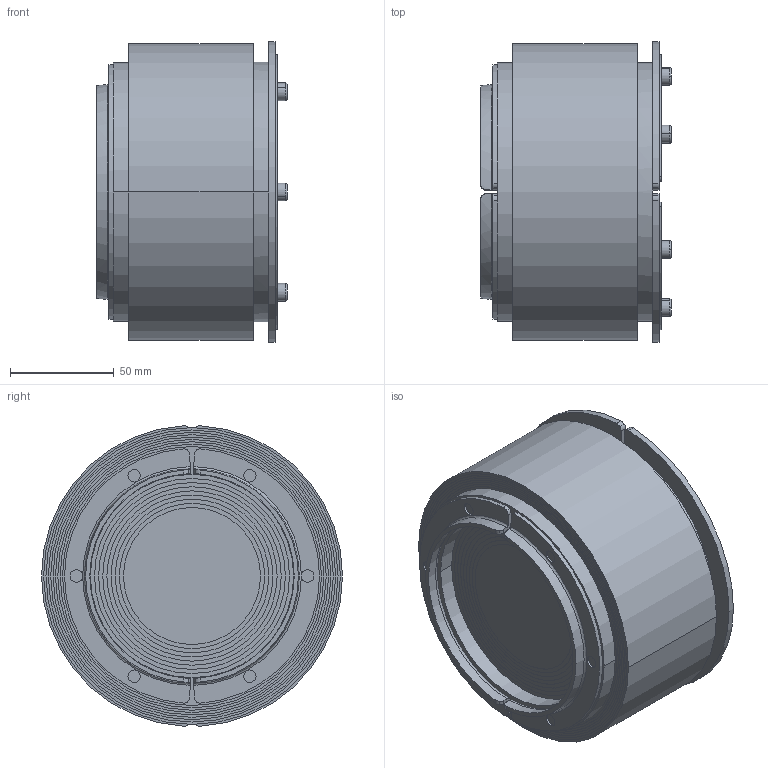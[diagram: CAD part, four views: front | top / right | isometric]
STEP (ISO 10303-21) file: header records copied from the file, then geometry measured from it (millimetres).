
FILE_DESCRIPTION((''),'2;1');
FILE_NAME('RS 125 OMD.stp','2003-12-29T10:17:27',('petor'),(''),'Autodesk Inventor 7','Autodesk Inventor 7','');
FILE_SCHEMA(('AUTOMOTIVE_DESIGN { 1 0 10303 214 1 1 1 1 }'));
Length unit declared in the file: millimetre
Products named in the file (1): RS 125 OMD
Bounding box: 92 x 145 x 144.76 mm (x, y, z)
Volume: 1075145.5 mm3; surface area: 89934.1 mm2
Topology: 1 solids, 1 shells, 265 faces, 632 edges, 420 vertices
Faces by surface type: cylinder 168, plane 77, torus 14, cone 4, bspline 2
Entity records: 8017 total; most frequent: DIRECTION 1524, CARTESIAN_POINT 1478, ORIENTED_EDGE 1264, AXIS2_PLACEMENT_3D 644, EDGE_CURVE 632, VERTEX_POINT 420, CIRCLE 380, EDGE_LOOP 316
